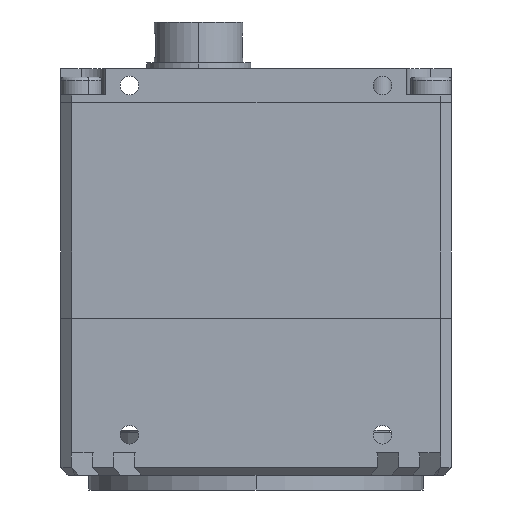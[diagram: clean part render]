
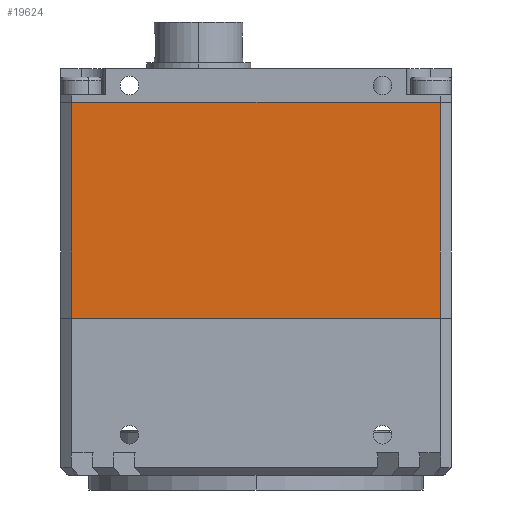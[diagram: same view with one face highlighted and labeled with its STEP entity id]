
A CAD part, left-side view. The second image highlights one B-rep face of the part: STEP entity #19624.
In plain terms, the highlighted planar face has unit normal (-1, 0, 0).
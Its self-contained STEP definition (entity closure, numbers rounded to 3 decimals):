
#1157 = VERTEX_POINT ( 'NONE', #2675 ) ;
#1547 = LINE ( 'NONE', #20006, #25309 ) ;
#1611 = EDGE_CURVE ( 'NONE', #23504, #1157, #1547, .T. ) ;
#2675 = CARTESIAN_POINT ( 'NONE',  ( -26.25, 24.75, 10.5 ) ) ;
#3667 = EDGE_CURVE ( 'NONE', #10740, #1157, #24821, .T. ) ;
#4728 = CARTESIAN_POINT ( 'NONE',  ( -26.25, -26.25, 39.5 ) ) ;
#4823 = DIRECTION ( 'NONE',  ( 0., 0., 1. ) ) ;
#5086 = VECTOR ( 'NONE', #4823, 1000. ) ;
#5239 = VECTOR ( 'NONE', #14348, 1000. ) ;
#5663 = CARTESIAN_POINT ( 'NONE',  ( -26.25, 24.75, 39.5 ) ) ;
#6381 = DIRECTION ( 'NONE',  ( 1., 0., 0. ) ) ;
#6387 = ORIENTED_EDGE ( 'NONE', *, *, #12804, .T. ) ;
#7169 = EDGE_LOOP ( 'NONE', ( #19986, #6387, #19835, #23453 ) ) ;
#7629 = LINE ( 'NONE', #4728, #5239 ) ;
#7866 = VECTOR ( 'NONE', #10946, 1000. ) ;
#9059 = CARTESIAN_POINT ( 'NONE',  ( -26.25, -24.75, 39.5 ) ) ;
#9559 = LINE ( 'NONE', #25720, #5086 ) ;
#10740 = VERTEX_POINT ( 'NONE', #25840 ) ;
#10863 = DIRECTION ( 'NONE',  ( 0., 0., -1. ) ) ;
#10946 = DIRECTION ( 'NONE',  ( 0., 1., 0. ) ) ;
#11554 = FACE_OUTER_BOUND ( 'NONE', #7169, .T. ) ;
#12804 = EDGE_CURVE ( 'NONE', #10740, #24442, #9559, .T. ) ;
#13382 = CARTESIAN_POINT ( 'NONE',  ( -26.25, -26.25, 10.5 ) ) ;
#14348 = DIRECTION ( 'NONE',  ( 0., -1., 0. ) ) ;
#15575 = AXIS2_PLACEMENT_3D ( 'NONE', #16131, #6381, #30141 ) ;
#16131 = CARTESIAN_POINT ( 'NONE',  ( -26.25, -26.25, 39.5 ) ) ;
#19624 = ADVANCED_FACE ( 'NONE', ( #11554 ), #20259, .F. ) ;
#19835 = ORIENTED_EDGE ( 'NONE', *, *, #23752, .F. ) ;
#19986 = ORIENTED_EDGE ( 'NONE', *, *, #3667, .F. ) ;
#20006 = CARTESIAN_POINT ( 'NONE',  ( -26.25, 24.75, 39.5 ) ) ;
#20259 = PLANE ( 'NONE',  #15575 ) ;
#23453 = ORIENTED_EDGE ( 'NONE', *, *, #1611, .T. ) ;
#23504 = VERTEX_POINT ( 'NONE', #5663 ) ;
#23752 = EDGE_CURVE ( 'NONE', #23504, #24442, #7629, .T. ) ;
#24442 = VERTEX_POINT ( 'NONE', #9059 ) ;
#24821 = LINE ( 'NONE', #13382, #7866 ) ;
#25309 = VECTOR ( 'NONE', #10863, 1000. ) ;
#25720 = CARTESIAN_POINT ( 'NONE',  ( -26.25, -24.75, 39.5 ) ) ;
#25840 = CARTESIAN_POINT ( 'NONE',  ( -26.25, -24.75, 10.5 ) ) ;
#30141 = DIRECTION ( 'NONE',  ( 0., 0., -1. ) ) ;
